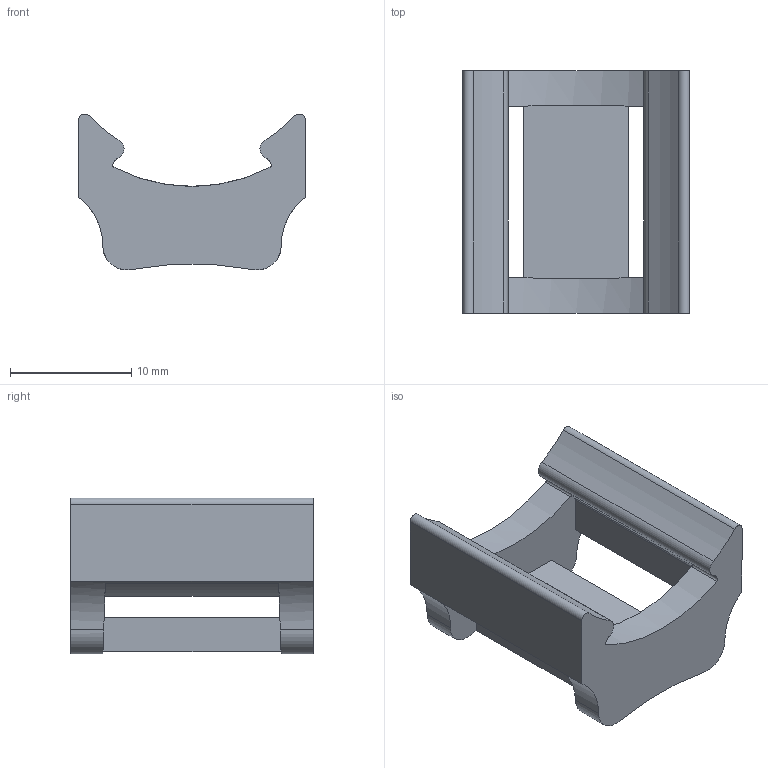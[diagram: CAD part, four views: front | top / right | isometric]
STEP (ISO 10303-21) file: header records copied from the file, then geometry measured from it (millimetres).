
FILE_DESCRIPTION(/* description */ (''),/* implementation_level */ '2;1');
FILE_NAME(/* name */ '623042.stp',/* time_stamp */ '2020-12-11T11:09:35+01:00',/* author */ ('Spacek'),/* organization */ ('Alutec K&K'),/* preprocessor_version */ 'ST-DEVELOPER v18.1',/* originating_system */ 'Autodesk Inventor 2021',/* authorisation */ '');
FILE_SCHEMA (('AUTOMOTIVE_DESIGN { 1 0 10303 214 3 1 1 }'));
Length unit declared in the file: millimetre
Products named in the file (1): 623042
Bounding box: 18.7 x 20 x 12.85 mm (x, y, z)
Volume: 1674.8 mm3; surface area: 1731.9 mm2
Topology: 1 solids, 1 shells, 46 faces, 144 edges, 96 vertices
Faces by surface type: cylinder 25, plane 21
Entity records: 1700 total; most frequent: DIRECTION 312, ORIENTED_EDGE 288, CARTESIAN_POINT 287, EDGE_CURVE 144, AXIS2_PLACEMENT_3D 121, VERTEX_POINT 96, LINE 70, VECTOR 70
